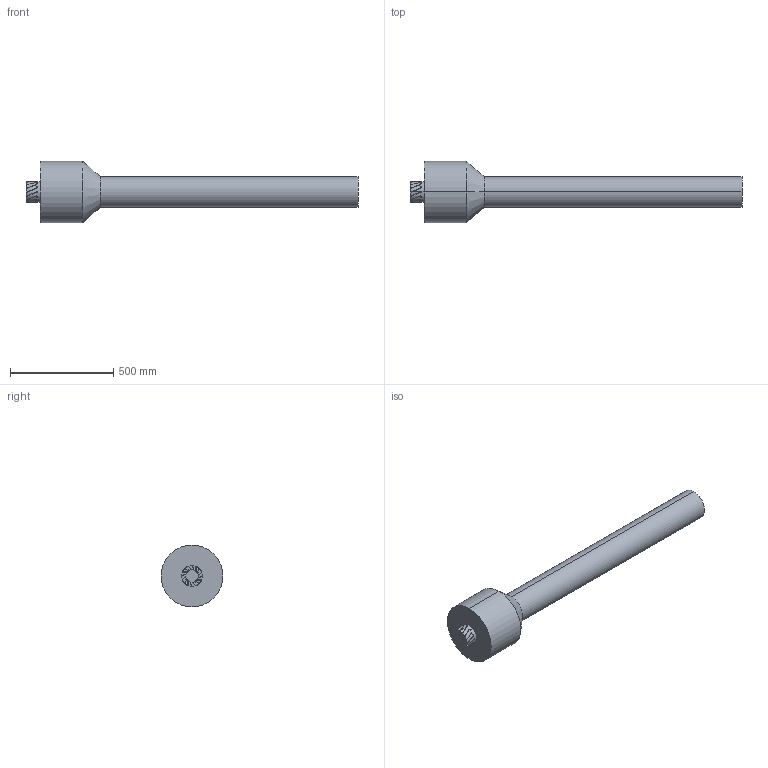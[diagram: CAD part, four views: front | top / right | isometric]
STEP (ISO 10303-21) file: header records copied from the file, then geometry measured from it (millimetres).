
FILE_DESCRIPTION (( 'STEP AP203' ), '1' );
FILE_NAME ('Bhavik _Swirl_2.STEP', '2024-04-25T04:28:56', ( '' ), ( '' ), 'SwSTEP 2.0', 'SolidWorks 2020', '' );
FILE_SCHEMA (( 'CONFIG_CONTROL_DESIGN' ));
Length unit declared in the file: millimetre
Products named in the file (1): Bhavik _Swirl_2
Bounding box: 1609.98 x 300 x 300 mm (x, y, z)
Volume: 40105183.7 mm3; surface area: 1039726.8 mm2
Topology: 14 solids, 14 shells, 144 faces, 321 edges, 219 vertices
Faces by surface type: plane 92, cylinder 33, bspline 17, cone 2
Entity records: 4185 total; most frequent: CARTESIAN_POINT 969, DIRECTION 657, ORIENTED_EDGE 642, EDGE_CURVE 321, AXIS2_PLACEMENT_3D 261, VERTEX_POINT 219, EDGE_LOOP 158, FACE_OUTER_BOUND 144
